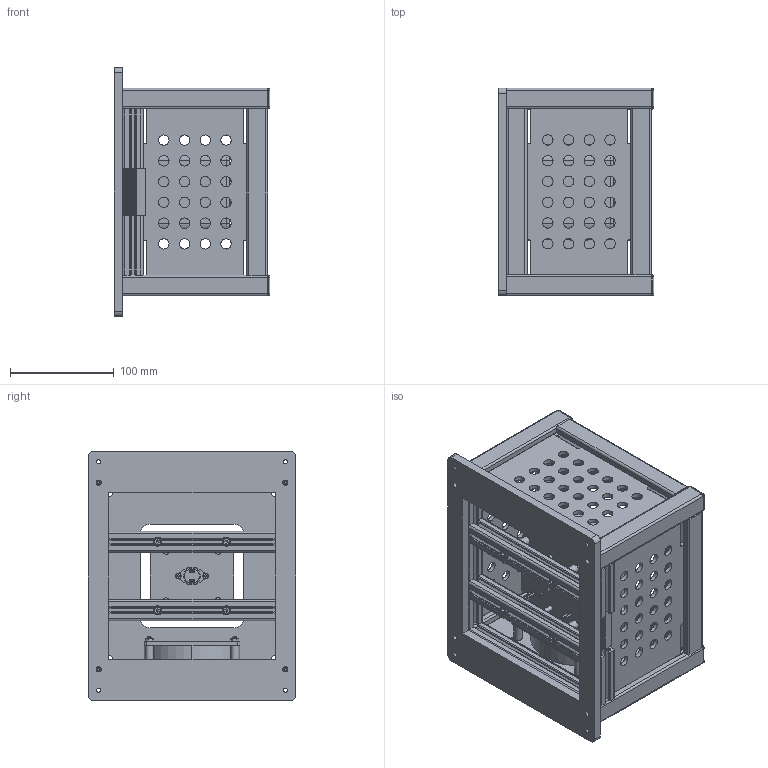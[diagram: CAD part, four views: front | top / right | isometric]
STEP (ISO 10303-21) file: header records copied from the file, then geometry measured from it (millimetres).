
FILE_DESCRIPTION(/* description */ (''),/* implementation_level */ '2;1');
FILE_NAME(/* name */ 'PureGeometry.stp',/* time_stamp */ '2022-08-19T12:43:15+02:00',/* author */ ('kaebi'),/* organization */ (''),/* preprocessor_version */ 'ST-DEVELOPER v18.1',/* originating_system */ 'Autodesk Inventor 2022',/* authorisation */ '');
FILE_SCHEMA (('AUTOMOTIVE_DESIGN { 1 0 10303 214 3 1 1 }'));
Length unit declared in the file: millimetre
Products named in the file (28): ZB_Temperierstation; Temperierblock; Keramikhülse; Schutzglas; ITEM_20x20_N2_200mm; Schutzglas_oben; Schutzglas_Lüfter; 3412ngh-rs0; Bimetallschalter; Distanzhülse; 10_00_0934_0004_001; Schutzgitter; din_912-m3x0_5-6-10_9; HP_8x60_160W; Thermoelement; Abdeckkappe 5 20x20; Unterlegscheiben_Keramik; din_913-m4x10-c3; din_913-m4x8-a4; ITEM_20x20_N2_180mm; ITEM_20x20_N1_200; ITEM_20x20_200mm_Montage; Beilagscheibe_M5x1; ITEM_20x20_77mm; din_912-m4x0_7-35-10_9; 0001_flasche; Kabeldurchführung; Heizelement_Grundplatte
Assembly tree (73 placements, depth 2):
  ZB_Temperierstation
    Temperierblock
    Keramikhülse  x4
    Schutzglas  x3
    ITEM_20x20_N2_200mm  x4
    Schutzglas_oben
    Schutzglas_Lüfter
    3412ngh-rs0
    Bimetallschalter
    Distanzhülse  x4
    din_912-m4x0_7-35-10_9  x8
    10_00_0934_0004_001  x4
    Schutzgitter
    din_912-m3x0_5-6-10_9  x2
    HP_8x60_160W  x4
    Thermoelement  x2
    Abdeckkappe 5 20x20  x4
    Unterlegscheiben_Keramik  x4
    din_913-m4x10-c3  x4
    din_913-m4x8-a4  x2
    ITEM_20x20_N2_180mm  x4
    ITEM_20x20_N1_200  x3
    ITEM_20x20_200mm_Montage  x2
    Beilagscheibe_M5x1  x4
    ITEM_20x20_77mm  x2
    0001_flasche
    Kabeldurchführung
    Heizelement_Grundplatte
Bounding box: 150.3 x 200 x 240 mm (x, y, z)
Volume: 1356112.3 mm3; surface area: 783462.9 mm2
Topology: 84 solids, 84 shells, 2782 faces, 6673 edges, 4385 vertices
Faces by surface type: plane 1382, cylinder 1190, cone 145, torus 37, bspline 28
Full cylindrical faces by diameter (mm): 0.2 x306, 0.8 x3, 1 x4, 1.3 x10, 1.8 x4, 2.459 x2, 2.77 x2, 3 x2, 3.242 x10, 4 x26, 4.2 x4, 4.3 x23, 4.4 x4, 4.5 x6, 5 x12, 5.1 x2, 5.3 x4, 5.5 x2, 7 x8, 8 x20, 10 x76, 14 x1, 16 x1, 22 x1, 25.5 x2, 28 x1, 31.5 x2, 39.5 x1, 45.5 x1, 45.9 x1
Entity records: 47963 total; most frequent: CARTESIAN_POINT 9720, DIRECTION 8021, ORIENTED_EDGE 6892, EDGE_CURVE 3446, AXIS2_PLACEMENT_3D 3125, VERTEX_POINT 2280, EDGE_LOOP 2060, LINE 1771
